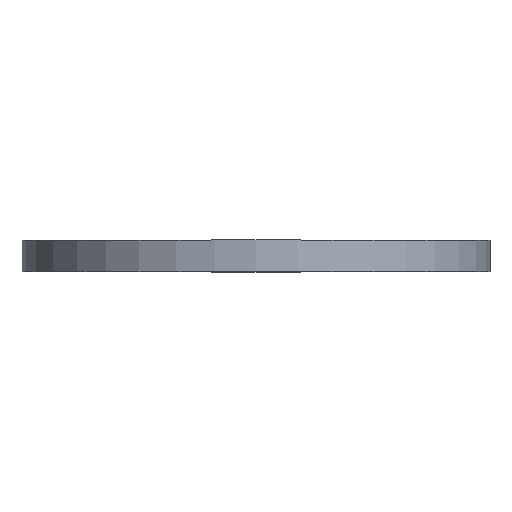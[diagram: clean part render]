
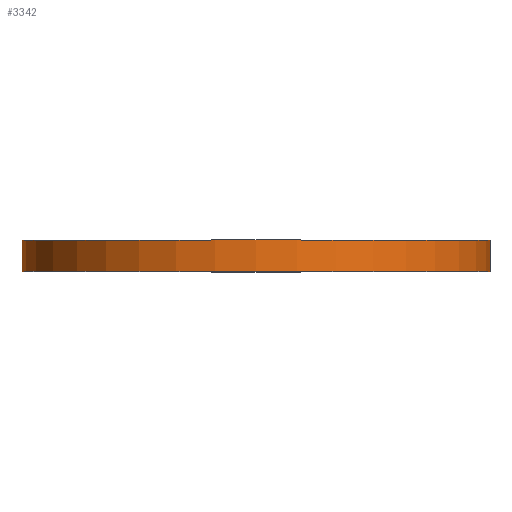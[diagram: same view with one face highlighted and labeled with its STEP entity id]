
A CAD part, top view. The second image highlights one B-rep face of the part: STEP entity #3342.
In plain terms, the highlighted cylindrical face has radius 60 mm (diameter 120 mm), a full revolution.
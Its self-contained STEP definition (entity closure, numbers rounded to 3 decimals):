
#1331 = CARTESIAN_POINT ( 'NONE',  ( 0., 8., 60. ) ) ;
#1431 = CARTESIAN_POINT ( 'NONE',  ( 0., 0., 60. ) ) ;
#1524 = AXIS2_PLACEMENT_3D ( 'NONE', #4335, #5525, #15171 ) ;
#1903 = DIRECTION ( 'NONE',  ( 0., 1., 0. ) ) ;
#2921 = EDGE_CURVE ( 'NONE', #5384, #5384, #8403, .T. ) ;
#3342 = ADVANCED_FACE ( 'NONE', ( #3700, #11229 ), #10095, .T. ) ;
#3700 = FACE_OUTER_BOUND ( 'NONE', #15077, .T. ) ;
#4305 = CIRCLE ( 'NONE', #7994, 60. ) ;
#4335 = CARTESIAN_POINT ( 'NONE',  ( 0., 8., 0. ) ) ;
#5384 = VERTEX_POINT ( 'NONE', #1331 ) ;
#5417 = CARTESIAN_POINT ( 'NONE',  ( 0., 8., 0. ) ) ;
#5525 = DIRECTION ( 'NONE',  ( 0., 1., 0. ) ) ;
#6557 = DIRECTION ( 'NONE',  ( 0., -1., 0. ) ) ;
#7348 = AXIS2_PLACEMENT_3D ( 'NONE', #5417, #6557, #10277 ) ;
#7994 = AXIS2_PLACEMENT_3D ( 'NONE', #11556, #1903, #11499 ) ;
#8251 = VERTEX_POINT ( 'NONE', #1431 ) ;
#8403 = CIRCLE ( 'NONE', #1524, 60. ) ;
#10095 = CYLINDRICAL_SURFACE ( 'NONE', #7348, 60. ) ;
#10277 = DIRECTION ( 'NONE',  ( 0., 0., -1. ) ) ;
#11229 = FACE_OUTER_BOUND ( 'NONE', #14179, .T. ) ;
#11499 = DIRECTION ( 'NONE',  ( 0., 0., 1. ) ) ;
#11556 = CARTESIAN_POINT ( 'NONE',  ( 0., 0., 0. ) ) ;
#11583 = ORIENTED_EDGE ( 'NONE', *, *, #2921, .F. ) ;
#13096 = EDGE_CURVE ( 'NONE', #8251, #8251, #4305, .T. ) ;
#14179 = EDGE_LOOP ( 'NONE', ( #14458 ) ) ;
#14458 = ORIENTED_EDGE ( 'NONE', *, *, #13096, .T. ) ;
#15077 = EDGE_LOOP ( 'NONE', ( #11583 ) ) ;
#15171 = DIRECTION ( 'NONE',  ( 0., 0., 1. ) ) ;
